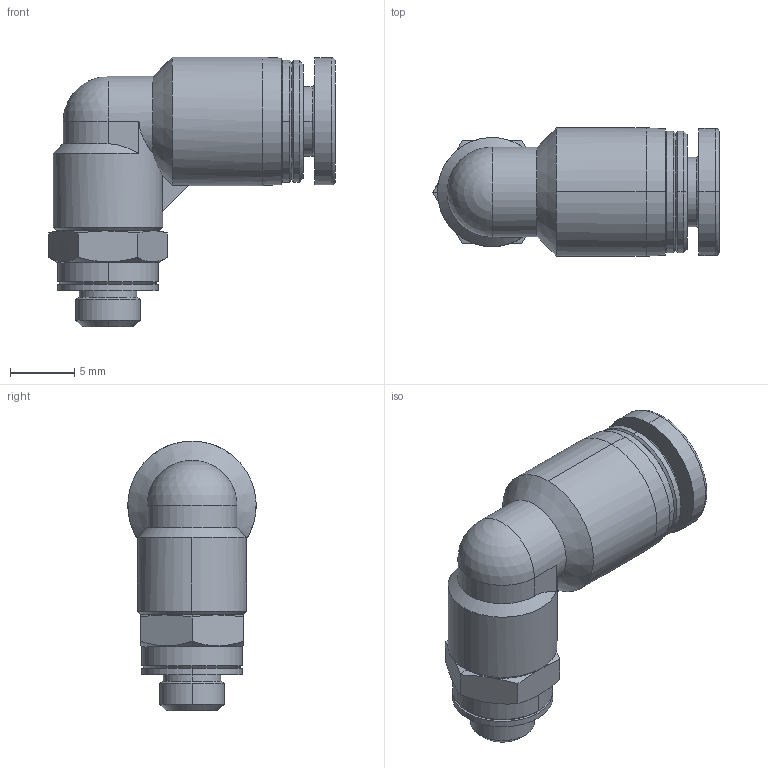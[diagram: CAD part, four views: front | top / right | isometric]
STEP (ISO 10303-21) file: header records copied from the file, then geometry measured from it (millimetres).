
FILE_DESCRIPTION (( 'STEP AP214' ), '1' );
FILE_NAME ('PL4-M5_.STEP', '2024-01-16T08:51:41', ( '' ), ( '' ), 'SwSTEP 2.0', 'SolidWorks 2023', '' );
FILE_SCHEMA (( 'AUTOMOTIVE_DESIGN' ));
Length unit declared in the file: millimetre
Products named in the file (1): PL4-M5_
Bounding box: 22.32 x 10 x 21 mm (x, y, z)
Volume: 1682.5 mm3; surface area: 1327.1 mm2
Topology: 1 solids, 1 shells, 73 faces, 172 edges, 107 vertices
Faces by surface type: cylinder 24, cone 24, plane 20, torus 4, sphere 1
Entity records: 2903 total; most frequent: CARTESIAN_POINT 791, DIRECTION 374, ORIENTED_EDGE 340, EDGE_CURVE 170, AXIS2_PLACEMENT_3D 156, VERTEX_POINT 106, CIRCLE 82, EDGE_LOOP 80
